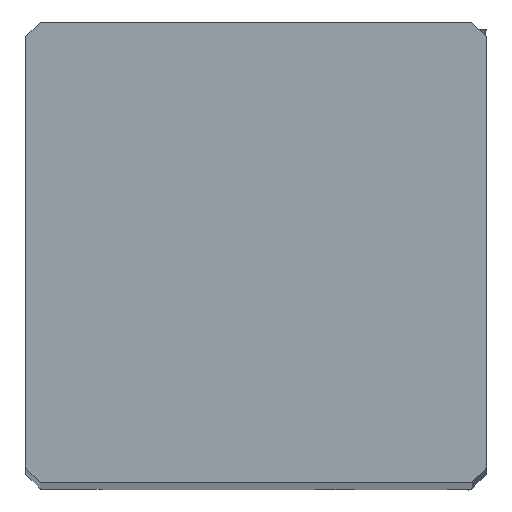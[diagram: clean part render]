
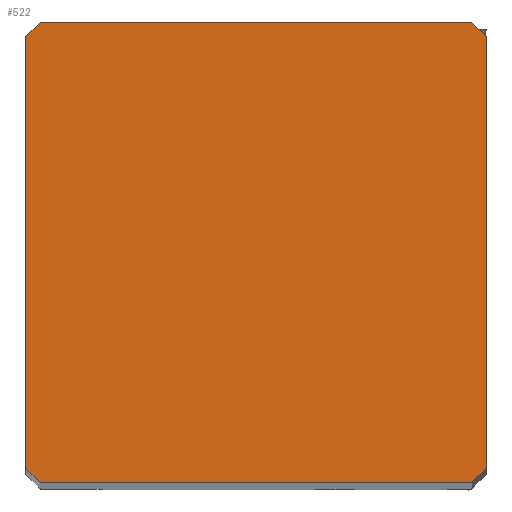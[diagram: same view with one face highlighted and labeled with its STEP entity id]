
A CAD part, top view. The second image highlights one B-rep face of the part: STEP entity #522.
In plain terms, the highlighted planar face has unit normal (0, 0, 1).
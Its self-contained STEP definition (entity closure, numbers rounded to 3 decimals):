
#452=FACE_OUTER_BOUND('',#637,.T.);
#522=ADVANCED_FACE('',(#452),#584,.T.);
#584=PLANE('',#1929);
#637=EDGE_LOOP('',(#784,#785,#786,#787,#788,#789,#790,#791));
#784=ORIENTED_EDGE('',*,*,#1258,.T.);
#785=ORIENTED_EDGE('',*,*,#1259,.F.);
#786=ORIENTED_EDGE('',*,*,#1255,.F.);
#787=ORIENTED_EDGE('',*,*,#1260,.F.);
#788=ORIENTED_EDGE('',*,*,#1261,.T.);
#789=ORIENTED_EDGE('',*,*,#1262,.F.);
#790=ORIENTED_EDGE('',*,*,#1263,.F.);
#791=ORIENTED_EDGE('',*,*,#1264,.F.);
#1106=VERTEX_POINT('',#2566);
#1113=VERTEX_POINT('',#2579);
#1116=VERTEX_POINT('',#2587);
#1117=VERTEX_POINT('',#2588);
#1118=VERTEX_POINT('',#2591);
#1119=VERTEX_POINT('',#2593);
#1120=VERTEX_POINT('',#2595);
#1121=VERTEX_POINT('',#2597);
#1255=EDGE_CURVE('',#1113,#1106,#1561,.T.);
#1258=EDGE_CURVE('',#1116,#1117,#1562,.T.);
#1259=EDGE_CURVE('',#1106,#1117,#1563,.T.);
#1260=EDGE_CURVE('',#1118,#1113,#1564,.T.);
#1261=EDGE_CURVE('',#1118,#1119,#1565,.T.);
#1262=EDGE_CURVE('',#1120,#1119,#1566,.T.);
#1263=EDGE_CURVE('',#1121,#1120,#1567,.T.);
#1264=EDGE_CURVE('',#1116,#1121,#1568,.T.);
#1561=LINE('',#2580,#1676);
#1562=LINE('',#2586,#1677);
#1563=LINE('',#2589,#1678);
#1564=LINE('',#2590,#1679);
#1565=LINE('',#2592,#1680);
#1566=LINE('',#2594,#1681);
#1567=LINE('',#2596,#1682);
#1568=LINE('',#2598,#1683);
#1676=VECTOR('',#2167,1.);
#1677=VECTOR('',#2174,1.);
#1678=VECTOR('',#2175,1.);
#1679=VECTOR('',#2176,1.);
#1680=VECTOR('',#2177,1.);
#1681=VECTOR('',#2178,1.);
#1682=VECTOR('',#2179,1.);
#1683=VECTOR('',#2180,1.);
#1929=AXIS2_PLACEMENT_3D('',#2599,#2181,#2182);
#2167=DIRECTION('',(-1.,0.,0.));
#2174=DIRECTION('',(0.,-1.,0.));
#2175=DIRECTION('',(-0.707,0.707,0.));
#2176=DIRECTION('',(-0.707,-0.707,0.));
#2177=DIRECTION('',(0.,1.,0.));
#2178=DIRECTION('',(0.707,-0.707,0.));
#2179=DIRECTION('',(1.,0.,0.));
#2180=DIRECTION('',(0.707,0.707,0.));
#2181=DIRECTION('',(0.,0.,1.));
#2182=DIRECTION('',(-1.,0.,0.));
#2566=CARTESIAN_POINT('',(0.5,0.,0.));
#2579=CARTESIAN_POINT('',(15.375,0.,0.));
#2580=CARTESIAN_POINT('',(15.375,0.,0.));
#2586=CARTESIAN_POINT('',(0.,15.375,0.));
#2587=CARTESIAN_POINT('',(0.,15.375,0.));
#2588=CARTESIAN_POINT('',(0.,0.5,0.));
#2589=CARTESIAN_POINT('',(0.5,0.,0.));
#2590=CARTESIAN_POINT('',(15.875,0.5,0.));
#2591=CARTESIAN_POINT('',(15.875,0.5,0.));
#2592=CARTESIAN_POINT('',(15.875,0.5,0.));
#2593=CARTESIAN_POINT('',(15.875,15.375,0.));
#2594=CARTESIAN_POINT('',(15.375,15.875,0.));
#2595=CARTESIAN_POINT('',(15.375,15.875,0.));
#2596=CARTESIAN_POINT('',(0.5,15.875,0.));
#2597=CARTESIAN_POINT('',(0.5,15.875,0.));
#2598=CARTESIAN_POINT('',(0.,15.375,0.));
#2599=CARTESIAN_POINT('',(7.938,7.938,0.));
